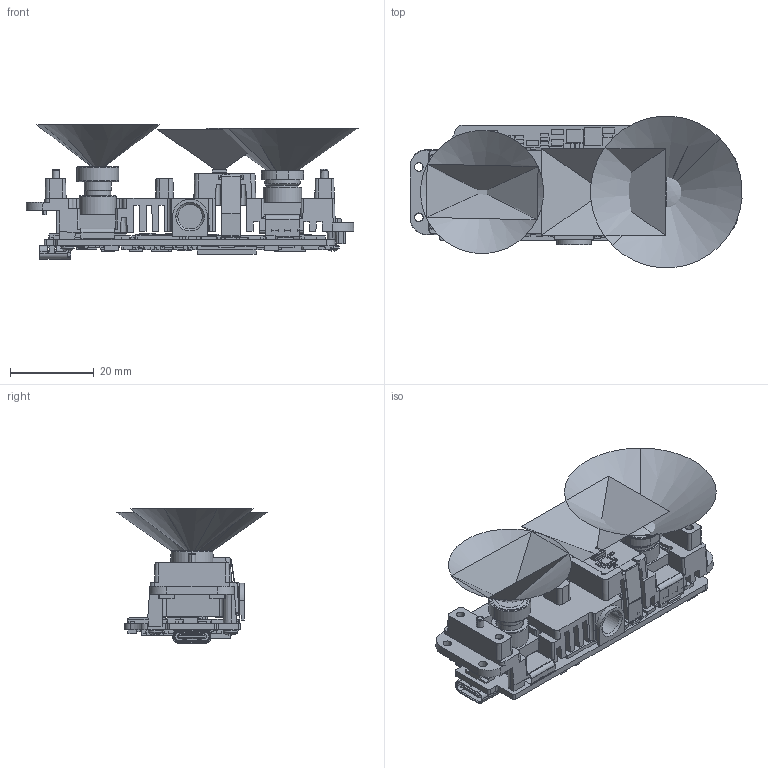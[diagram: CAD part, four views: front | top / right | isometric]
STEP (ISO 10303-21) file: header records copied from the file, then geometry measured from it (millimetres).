
FILE_DESCRIPTION((''),'2;1');
FILE_NAME('00-CS30-1126_ASM','2023-06-13T15:02:52',('杜航'),(''),'CREO PARAMETRIC BY PTC INC, 2018050','CREO PARAMETRIC BY PTC INC, 2018050','');
FILE_SCHEMA(('CONFIG_CONTROL_DESIGN','SHAPE_APPEARANCE_LAYERS_GROUPS'));
Length unit declared in the file: millimetre
Products named in the file (73): 01-HEATSINK_35_21; 01-CASE-CS30_ASM_6_ASM_6_ASM; TOF_RFPC_8_1_1_1_1_1_1_2_11_2_1; S5K33D_2_1_1_1_1_1_1_1_3_2_1; IR_945_5_1_1_1_1_1_1_1_3_2_1; C_0201_4_1_1_1_1_1_1_1_2_2_1; 0402_2_1_1_1_1_1_1_1_2_2_1; NCP137AFCT105T2G_2_1_1_1_1_1_1_; GT24C1024-2CLI-TR_3_1_1_1_1_1_1; INTOF01_ASM_9_ASM_1_ASM_ASM_A_1_ASM; HOLDER_9_12_2_1; L061A-0_LENS_SPEC_V04_20200113_; FPC00_2; 14_5857_036_201_829__2_1_1_1_1_; 00-RX_3D_20210411_ASM_35_ASM_1__ASM; 00-RX_3D_20210411_ASM_ASM_1_ASM_ASM; TX_FPC_16_1_4_1_1_2_7_2_2; 5050701022_1_3_1_1_1_2_2_1; ZHIXINA_ASM_2_ASM_1_ASM_1_ASM_2_ASM; TX-FOV_ASM_2_1_2_1; VCSEL_3_1_1_1_1_3_3_2_1; DIFUSSER_4_2_1; VCSEL-DIE_2_2_1; PKG-VCSEL_FOV_110X90_ASM_ASM_3__ASM; CXA4061_1_1_2_2_1; C_0201_3D_1_1_1_2_1; TX-LAYOUT_ASM_3_ASM_1_ASM_1_ASM; 00-TX_3D_20210411-BASE33D_ASM_1_ASM; BOARD_ASM_1; USER_LIBRARY-0603_SMD_CAPACITOR; C4_ASM_1_ASM; EXTRUDED-6360_1; 6721164320_ASM_1_ASM; EXTRUDED-6557_1; 6721164080_ASM_1_ASM; C3_ASM_1_ASM; C7_ASM_1_ASM; C6_ASM_1_ASM; C5_ASM_1_ASM; EXTRUDED-6900_1 ...
Assembly tree (111 placements, depth 10):
  00-CS30-1126_ASM
    00-CS30-0616_ASM_26_ASM
      000_TA_DS5_DEV_KIT_AWG_RGB_ASM__ASM
        01-CASE-CS30_ASM_6_ASM_6_ASM
          01-HEATSINK_35_21
        02-MODULE_ASM_11_ASM_6_ASM
          00-RX_3D_20210411_ASM_ASM_1_ASM_ASM
            00-RX_3D_20210411_ASM_35_ASM_1__ASM
              INTOF01_ASM_9_ASM_1_ASM_ASM_A_1_ASM
                TOF_RFPC_8_1_1_1_1_1_1_2_11_2_1
                S5K33D_2_1_1_1_1_1_1_1_3_2_1
                IR_945_5_1_1_1_1_1_1_1_3_2_1
                C_0201_4_1_1_1_1_1_1_1_2_2_1  x19
                0402_2_1_1_1_1_1_1_1_2_2_1  x2
                NCP137AFCT105T2G_2_1_1_1_1_1_1_
                GT24C1024-2CLI-TR_3_1_1_1_1_1_1
              HOLDER_9_12_2_1
              L061A-0_LENS_SPEC_V04_20200113_
              FPC00_2
              14_5857_036_201_829__2_1_1_1_1_
          00-TX_3D_20210411-BASE33D_ASM_A_ASM
            00-TX_3D_20210411-BASE33D_ASM_1_ASM
              ZHIXINA_ASM_2_ASM_1_ASM_1_ASM_2_ASM
                TX_FPC_16_1_4_1_1_2_7_2_2
                5050701022_1_3_1_1_1_2_2_1
              PKG-VCSEL_FOV_110X90_ASM_ASM_3__ASM
                TX-FOV_ASM_2_1_2_1
                VCSEL_3_1_1_1_1_3_3_2_1
                DIFUSSER_4_2_1
                VCSEL-DIE_2_2_1
              TX-LAYOUT_ASM_3_ASM_1_ASM_1_ASM
                CXA4061_1_1_2_2_1
                C_0201_3D_1_1_1_2_1  x8
            TX_DW14_V1_0_ASM_1_ASM
              PCB_ASM_1_ASM
                BOARD_ASM_1
                C4_ASM_1_ASM
                  USER_LIBRARY-0603_SMD_CAPACITOR
                C3_ASM_1_ASM
                  6721164320_ASM_1_ASM
                  6721164080_ASM_1_ASM
                C7_ASM_1_ASM
                  6721164320_ASM_1_ASM  x2
                  6721164080_ASM_1_ASM
                C6_ASM_1_ASM
                  USER_LIBRARY-0603_SMD_CAPACITOR
                C5_ASM_1_ASM
                  6721164320_ASM_1_ASM  x2
                  6721164080_ASM_1_ASM
                C1_ASM_1_ASM
                  6721164720_ASM_1_ASM  x2
                  6721164480_ASM_1_ASM
                U1_ASM_1_ASM
                C2_ASM_1_ASM
                  6721164720_ASM_1_ASM  x2
                  6721164480_ASM_1_ASM
          00-RGB-SC200AI-0510_ASM_10_ASM__ASM
            01-HOLDER__5_1
            02-FPC__4_2
            BUQIANG2__5_1
Bounding box: 79.12 x 36.04 x 31.97 mm (x, y, z)
Volume: 14619 mm3; surface area: 24400.9 mm2
Topology: 79 solids, 101 shells, 8469 faces, 22585 edges, 14391 vertices
Faces by surface type: plane 5935, cylinder 1624, sphere 334, cone 215, bspline 211, extrusion 80, torus 64, revolution 6
Entity records: 310614 total; most frequent: CARTESIAN_POINT 54560, ORIENTED_EDGE 33816, DIRECTION 31570, PRESENTATION_STYLE_ASSIGNMENT 23351, STYLED_ITEM 23351, CURVE_STYLE 16977, EDGE_CURVE 16930, VECTOR 12918
